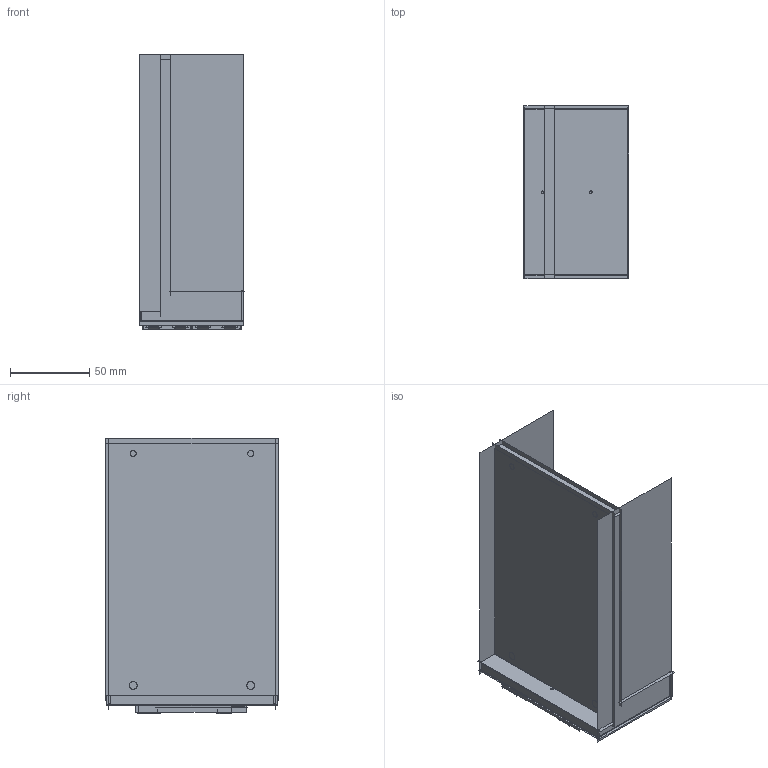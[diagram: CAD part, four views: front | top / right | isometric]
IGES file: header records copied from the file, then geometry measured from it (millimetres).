
Start section:  PTC IGES file: 155391_sm01.igs
Global section: file name: 155391_sm01.igs; native system: Creo Parametric by PTC Inc.; preprocessor: 2019292; author: PDMAdmin; organization: Unknown; date: 20220324.084244; units: millimetre
Bounding box: 66.16 x 108.83 x 173.53 mm (x, y, z)
Volume: 218024.6 mm3; surface area: 248144.8 mm2
Topology: 1 solids, 1 shells, 376 faces, 1840 edges, 2278 vertices
Faces by surface type: bspline 228, revolution 148
